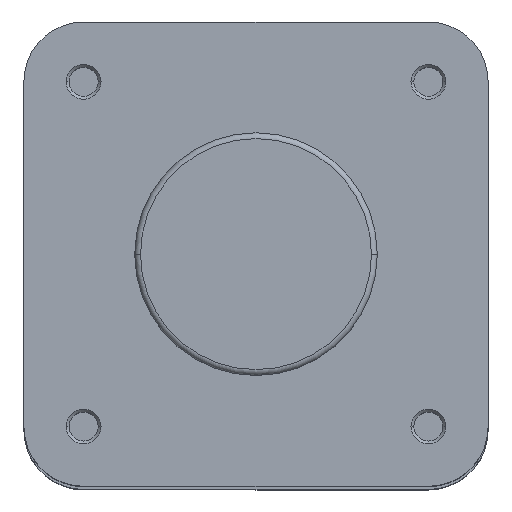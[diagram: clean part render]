
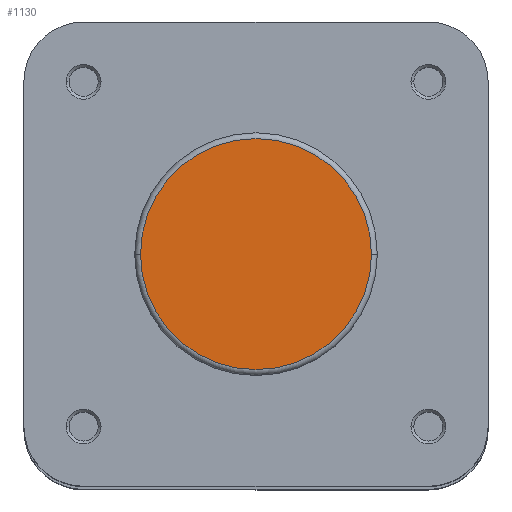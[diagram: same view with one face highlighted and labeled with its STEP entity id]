
A CAD part, top view. The second image highlights one B-rep face of the part: STEP entity #1130.
In plain terms, the highlighted planar face has unit normal (0, 0, 1).
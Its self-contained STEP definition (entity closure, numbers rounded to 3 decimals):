
#382 = EDGE_LOOP ( 'NONE', ( #2483, #2481 ) ) ;
#842 = EDGE_CURVE ( 'NONE', #1205, #1225, #2778, .T. ) ;
#896 = EDGE_CURVE ( 'NONE', #1225, #1205, #2861, .T. ) ;
#1130 = ADVANCED_FACE ( 'NONE', ( #3284 ), #4572, .F. ) ;
#1205 = VERTEX_POINT ( 'NONE', #4733 ) ;
#1225 = VERTEX_POINT ( 'NONE', #4753 ) ;
#2090 = CARTESIAN_POINT ( 'NONE',  ( 0., 0., 0. ) ) ;
#2091 = DIRECTION ( 'NONE',  ( 0., 0., 1. ) ) ;
#2092 = DIRECTION ( 'NONE',  ( -1., 0., 0. ) ) ;
#2481 = ORIENTED_EDGE ( 'NONE', *, *, #896, .T. ) ;
#2483 = ORIENTED_EDGE ( 'NONE', *, *, #842, .T. ) ;
#2778 = CIRCLE ( 'NONE', #3448, 19.9 ) ;
#2861 = CIRCLE ( 'NONE', #3474, 19.9 ) ;
#3284 = FACE_OUTER_BOUND ( 'NONE', #382, .T. ) ;
#3448 = AXIS2_PLACEMENT_3D ( 'NONE', #2090, #2091, #2092 ) ;
#3474 = AXIS2_PLACEMENT_3D ( 'NONE', #3768, #3771, #3772 ) ;
#3680 = AXIS2_PLACEMENT_3D ( 'NONE', #4575, #4581, #4582 ) ;
#3768 = CARTESIAN_POINT ( 'NONE',  ( 0., 0., 0. ) ) ;
#3771 = DIRECTION ( 'NONE',  ( 0., 0., 1. ) ) ;
#3772 = DIRECTION ( 'NONE',  ( -1., 0., 0. ) ) ;
#4572 = PLANE ( 'NONE',  #3680 ) ;
#4575 = CARTESIAN_POINT ( 'NONE',  ( 0., 20.9, 0. ) ) ;
#4581 = DIRECTION ( 'NONE',  ( 0., 0., -1. ) ) ;
#4582 = DIRECTION ( 'NONE',  ( -1., 0., 0. ) ) ;
#4733 = CARTESIAN_POINT ( 'NONE',  ( -19.9, 0., 0. ) ) ;
#4753 = CARTESIAN_POINT ( 'NONE',  ( 19.9, 0., 0. ) ) ;
